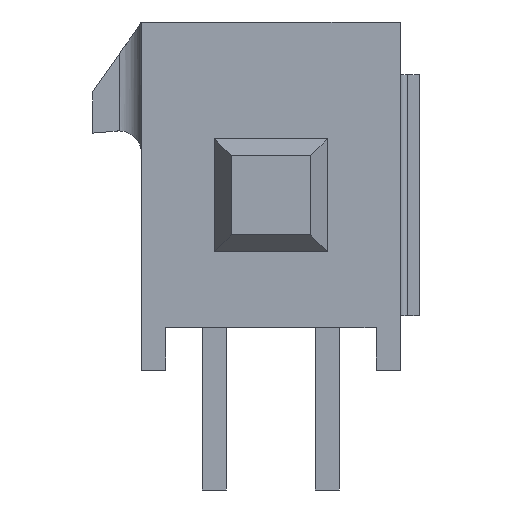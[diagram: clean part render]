
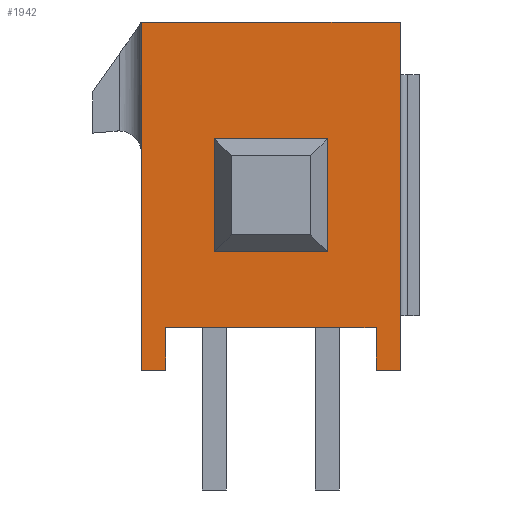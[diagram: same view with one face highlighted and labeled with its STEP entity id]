
A CAD part, left-side view. The second image highlights one B-rep face of the part: STEP entity #1942.
In plain terms, the highlighted planar face has unit normal (-1, 0, 0).
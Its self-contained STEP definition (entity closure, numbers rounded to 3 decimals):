
#2=DIRECTION('',(0.,0.,1.));
#3=VECTOR('',#2,9.24);
#4=CARTESIAN_POINT('',(-3.43,3.43,-9.24));
#5=LINE('',#4,#3);
#6=DIRECTION('',(0.,-1.,0.));
#7=VECTOR('',#6,6.86);
#8=CARTESIAN_POINT('',(-3.43,3.43,0.));
#9=LINE('',#8,#7);
#10=DIRECTION('',(0.,0.,-1.));
#11=VECTOR('',#10,9.24);
#12=CARTESIAN_POINT('',(-3.43,-3.43,0.));
#13=LINE('',#12,#11);
#14=DIRECTION('',(0.,1.,0.));
#15=VECTOR('',#14,0.64);
#16=CARTESIAN_POINT('',(-3.43,-3.43,-9.24));
#17=LINE('',#16,#15);
#18=DIRECTION('',(0.,0.,1.));
#19=VECTOR('',#18,1.13);
#20=CARTESIAN_POINT('',(-3.43,-2.79,-9.24));
#21=LINE('',#20,#19);
#22=DIRECTION('',(0.,1.,0.));
#23=VECTOR('',#22,5.58);
#24=CARTESIAN_POINT('',(-3.43,-2.79,-8.11));
#25=LINE('',#24,#23);
#26=DIRECTION('',(0.,0.,-1.));
#27=VECTOR('',#26,1.13);
#28=CARTESIAN_POINT('',(-3.43,2.79,-8.11));
#29=LINE('',#28,#27);
#30=DIRECTION('',(0.,1.,0.));
#31=VECTOR('',#30,0.64);
#32=CARTESIAN_POINT('',(-3.43,2.79,-9.24));
#33=LINE('',#32,#31);
#34=DIRECTION('',(0.,0.,-1.));
#35=VECTOR('',#34,2.);
#36=CARTESIAN_POINT('',(-3.43,-1.,-3.6));
#37=LINE('',#36,#35);
#38=DIRECTION('',(0.,1.,0.));
#39=VECTOR('',#38,2.);
#40=CARTESIAN_POINT('',(-3.43,-1.,-3.6));
#41=LINE('',#40,#39);
#42=DIRECTION('',(0.,0.,-1.));
#43=VECTOR('',#42,2.);
#44=CARTESIAN_POINT('',(-3.43,1.,-3.6));
#45=LINE('',#44,#43);
#46=DIRECTION('',(0.,1.,0.));
#47=VECTOR('',#46,2.);
#48=CARTESIAN_POINT('',(-3.43,-1.,-5.6));
#49=LINE('',#48,#47);
#1450=CARTESIAN_POINT('',(-3.43,3.43,-9.24));
#1451=CARTESIAN_POINT('',(-3.43,3.43,0.));
#1452=VERTEX_POINT('',#1450);
#1453=VERTEX_POINT('',#1451);
#1454=CARTESIAN_POINT('',(-3.43,-3.43,0.));
#1455=VERTEX_POINT('',#1454);
#1456=CARTESIAN_POINT('',(-3.43,-3.43,-9.24));
#1457=VERTEX_POINT('',#1456);
#1458=CARTESIAN_POINT('',(-3.43,-2.79,-9.24));
#1459=VERTEX_POINT('',#1458);
#1460=CARTESIAN_POINT('',(-3.43,-2.79,-8.11));
#1461=VERTEX_POINT('',#1460);
#1462=CARTESIAN_POINT('',(-3.43,2.79,-8.11));
#1463=VERTEX_POINT('',#1462);
#1464=CARTESIAN_POINT('',(-3.43,2.79,-9.24));
#1465=VERTEX_POINT('',#1464);
#1506=CARTESIAN_POINT('',(-3.43,-1.,-3.6));
#1507=CARTESIAN_POINT('',(-3.43,-1.,-5.6));
#1508=VERTEX_POINT('',#1506);
#1509=VERTEX_POINT('',#1507);
#1510=CARTESIAN_POINT('',(-3.43,1.,-3.6));
#1511=CARTESIAN_POINT('',(-3.43,1.,-5.6));
#1512=VERTEX_POINT('',#1510);
#1513=VERTEX_POINT('',#1511);
#1909=CARTESIAN_POINT('',(-3.43,0.,0.));
#1910=DIRECTION('',(1.,0.,0.));
#1911=DIRECTION('',(0.,-1.,0.));
#1912=AXIS2_PLACEMENT_3D('',#1909,#1910,#1911);
#1913=PLANE('',#1912);
#1915=ORIENTED_EDGE('',*,*,#1914,.T.);
#1917=ORIENTED_EDGE('',*,*,#1916,.T.);
#1919=ORIENTED_EDGE('',*,*,#1918,.T.);
#1921=ORIENTED_EDGE('',*,*,#1920,.T.);
#1923=ORIENTED_EDGE('',*,*,#1922,.T.);
#1925=ORIENTED_EDGE('',*,*,#1924,.T.);
#1927=ORIENTED_EDGE('',*,*,#1926,.T.);
#1929=ORIENTED_EDGE('',*,*,#1928,.T.);
#1930=EDGE_LOOP('',(#1915,#1917,#1919,#1921,#1923,#1925,#1927,#1929));
#1931=FACE_OUTER_BOUND('',#1930,.F.);
#1933=ORIENTED_EDGE('',*,*,#1932,.F.);
#1935=ORIENTED_EDGE('',*,*,#1934,.T.);
#1937=ORIENTED_EDGE('',*,*,#1936,.T.);
#1939=ORIENTED_EDGE('',*,*,#1938,.F.);
#1940=EDGE_LOOP('',(#1933,#1935,#1937,#1939));
#1941=FACE_BOUND('',#1940,.F.);
#1914=EDGE_CURVE('',#1452,#1453,#5,.T.);
#1916=EDGE_CURVE('',#1453,#1455,#9,.T.);
#1918=EDGE_CURVE('',#1455,#1457,#13,.T.);
#1920=EDGE_CURVE('',#1457,#1459,#17,.T.);
#1922=EDGE_CURVE('',#1459,#1461,#21,.T.);
#1924=EDGE_CURVE('',#1461,#1463,#25,.T.);
#1926=EDGE_CURVE('',#1463,#1465,#29,.T.);
#1928=EDGE_CURVE('',#1465,#1452,#33,.T.);
#1932=EDGE_CURVE('',#1508,#1509,#37,.T.);
#1934=EDGE_CURVE('',#1508,#1512,#41,.T.);
#1936=EDGE_CURVE('',#1512,#1513,#45,.T.);
#1938=EDGE_CURVE('',#1509,#1513,#49,.T.);
#1942=ADVANCED_FACE('',(#1931,#1941),#1913,.F.);
